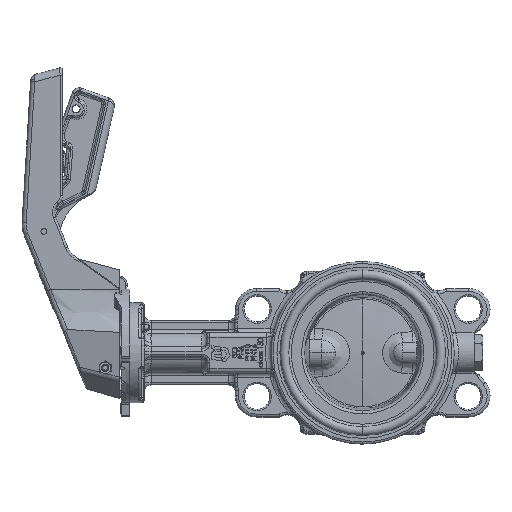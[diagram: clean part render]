
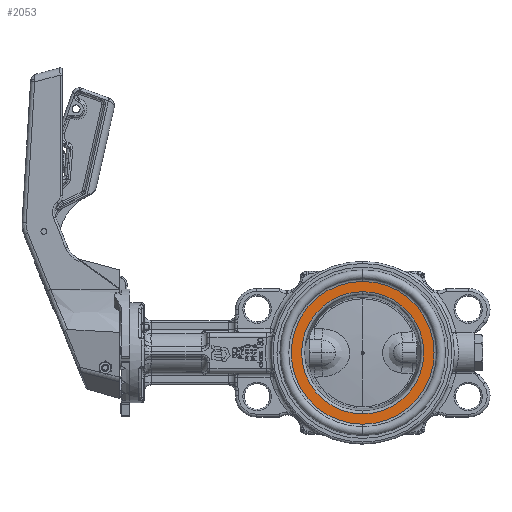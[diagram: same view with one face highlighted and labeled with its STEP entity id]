
A CAD part, left-side view. The second image highlights one B-rep face of the part: STEP entity #2053.
In plain terms, the highlighted planar face has unit normal (-1, 0, 0).
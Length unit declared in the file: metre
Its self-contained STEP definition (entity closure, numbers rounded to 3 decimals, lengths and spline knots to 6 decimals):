
#1451 = AXIS2_PLACEMENT_3D ( 'NONE', #48471, #86622, #64770 ) ;
#2053 = ADVANCED_FACE ( 'NONE', ( #36320, #35712 ), #45676, .F. ) ;
#2067 = AXIS2_PLACEMENT_3D ( 'NONE', #43833, #111991, #112602 ) ;
#4976 = DIRECTION ( 'NONE',  ( 0., 0., 1. ) ) ;
#5595 = DIRECTION ( 'NONE',  ( -1., 0., 0. ) ) ;
#10408 = CARTESIAN_POINT ( 'NONE',  ( -0.023, 0., 0. ) ) ;
#11047 = ORIENTED_EDGE ( 'NONE', *, *, #79940, .F. ) ;
#20489 = EDGE_LOOP ( 'NONE', ( #65843, #69730 ) ) ;
#27368 = VERTEX_POINT ( 'NONE', #60405 ) ;
#30939 = ORIENTED_EDGE ( 'NONE', *, *, #47681, .F. ) ;
#32517 = CIRCLE ( 'NONE', #112405, 0.04279 ) ;
#33007 = AXIS2_PLACEMENT_3D ( 'NONE', #42611, #108310, #107081 ) ;
#35712 = FACE_OUTER_BOUND ( 'NONE', #20489, .T. ) ;
#36320 = FACE_BOUND ( 'NONE', #40530, .T. ) ;
#40530 = EDGE_LOOP ( 'NONE', ( #11047, #30939 ) ) ;
#42611 = CARTESIAN_POINT ( 'NONE',  ( -0.023, 0., 0. ) ) ;
#43833 = CARTESIAN_POINT ( 'NONE',  ( -0.023, -0.050007, 0. ) ) ;
#45676 = PLANE ( 'NONE',  #2067 ) ;
#47681 = EDGE_CURVE ( 'NONE', #112495, #94469, #86937, .T. ) ;
#48471 = CARTESIAN_POINT ( 'NONE',  ( -0.023, 0., 0. ) ) ;
#49294 = CARTESIAN_POINT ( 'NONE',  ( -0.023, 0., -0.04279 ) ) ;
#54505 = EDGE_CURVE ( 'NONE', #104410, #27368, #63438, .T. ) ;
#60405 = CARTESIAN_POINT ( 'NONE',  ( -0.023, 0., -0.050007 ) ) ;
#63438 = CIRCLE ( 'NONE', #1451, 0.050007 ) ;
#64770 = DIRECTION ( 'NONE',  ( 0., 0., 1. ) ) ;
#65843 = ORIENTED_EDGE ( 'NONE', *, *, #54505, .T. ) ;
#66735 = DIRECTION ( 'NONE',  ( 0., 0., 1. ) ) ;
#69730 = ORIENTED_EDGE ( 'NONE', *, *, #89026, .T. ) ;
#74274 = CIRCLE ( 'NONE', #94187, 0.050007 ) ;
#79940 = EDGE_CURVE ( 'NONE', #94469, #112495, #32517, .T. ) ;
#84442 = CARTESIAN_POINT ( 'NONE',  ( -0.023, 0., 0.050007 ) ) ;
#84861 = DIRECTION ( 'NONE',  ( -1., 0., 0. ) ) ;
#85345 = CARTESIAN_POINT ( 'NONE',  ( -0.023, 0., 0.04279 ) ) ;
#86622 = DIRECTION ( 'NONE',  ( -1., 0., 0. ) ) ;
#86937 = CIRCLE ( 'NONE', #33007, 0.04279 ) ;
#89026 = EDGE_CURVE ( 'NONE', #27368, #104410, #74274, .T. ) ;
#94187 = AXIS2_PLACEMENT_3D ( 'NONE', #10408, #84861, #66735 ) ;
#94469 = VERTEX_POINT ( 'NONE', #85345 ) ;
#101294 = CARTESIAN_POINT ( 'NONE',  ( -0.023, 0., 0. ) ) ;
#104410 = VERTEX_POINT ( 'NONE', #84442 ) ;
#107081 = DIRECTION ( 'NONE',  ( 0., 0., 1. ) ) ;
#108310 = DIRECTION ( 'NONE',  ( -1., 0., 0. ) ) ;
#111991 = DIRECTION ( 'NONE',  ( 1., 0., 0. ) ) ;
#112405 = AXIS2_PLACEMENT_3D ( 'NONE', #101294, #5595, #4976 ) ;
#112495 = VERTEX_POINT ( 'NONE', #49294 ) ;
#112602 = DIRECTION ( 'NONE',  ( 0., 0., -1. ) ) ;
